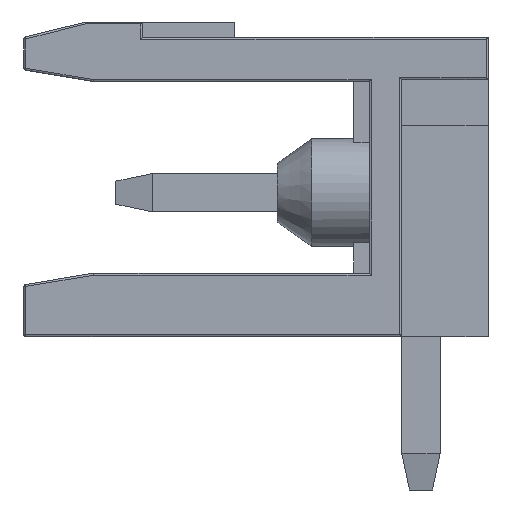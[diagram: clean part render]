
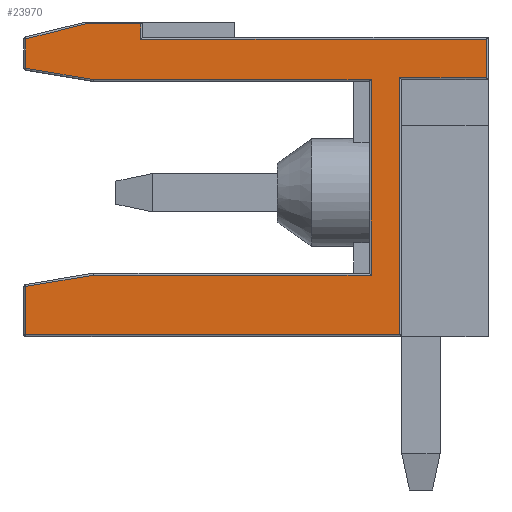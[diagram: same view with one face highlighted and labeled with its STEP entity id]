
A CAD part, left-side view. The second image highlights one B-rep face of the part: STEP entity #23970.
In plain terms, the highlighted planar face has unit normal (-1, 0, 0).
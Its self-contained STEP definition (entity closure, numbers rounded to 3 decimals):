
#586 = DIRECTION ( 'NONE',  ( 0., 1., 0. ) ) ;
#755 = VERTEX_POINT ( 'NONE', #8866 ) ;
#1061 = CARTESIAN_POINT ( 'NONE',  ( 0., 12.05, 8.2 ) ) ;
#1272 = VECTOR ( 'NONE', #17532, 1000. ) ;
#1750 = EDGE_CURVE ( 'NONE', #21193, #10732, #8637, .T. ) ;
#1930 = EDGE_CURVE ( 'NONE', #23748, #15583, #18449, .T. ) ;
#3121 = EDGE_CURVE ( 'NONE', #6101, #6325, #16137, .T. ) ;
#3389 = EDGE_CURVE ( 'NONE', #4199, #20763, #3474, .T. ) ;
#3404 = EDGE_LOOP ( 'NONE', ( #17119, #26327, #5999, #5277, #26397, #24341, #3874, #5703, #16007, #25588, #21531, #11374, #22611, #14624, #8408 ) ) ;
#3474 = LINE ( 'NONE', #1061, #13410 ) ;
#3499 = DIRECTION ( 'NONE',  ( 0., 0., -1. ) ) ;
#3560 = DIRECTION ( 'NONE',  ( 0., 0., -1. ) ) ;
#3662 = DIRECTION ( 'NONE',  ( 0., 0., -1. ) ) ;
#3874 = ORIENTED_EDGE ( 'NONE', *, *, #5207, .T. ) ;
#3927 = VERTEX_POINT ( 'NONE', #15658 ) ;
#3987 = LINE ( 'NONE', #18488, #6897 ) ;
#3997 = VECTOR ( 'NONE', #22265, 1000. ) ;
#4000 = DIRECTION ( 'NONE',  ( 0., 1., 0. ) ) ;
#4199 = VERTEX_POINT ( 'NONE', #12581 ) ;
#4360 = VECTOR ( 'NONE', #21269, 1000. ) ;
#4915 = VECTOR ( 'NONE', #13168, 1000. ) ;
#4920 = CARTESIAN_POINT ( 'NONE',  ( 0., 9.05, 8.2 ) ) ;
#5016 = EDGE_CURVE ( 'NONE', #16094, #12805, #20071, .T. ) ;
#5207 = EDGE_CURVE ( 'NONE', #12752, #24243, #18501, .T. ) ;
#5277 = ORIENTED_EDGE ( 'NONE', *, *, #9553, .T. ) ;
#5357 = DIRECTION ( 'NONE',  ( 0., -0.986, -0.165 ) ) ;
#5703 = ORIENTED_EDGE ( 'NONE', *, *, #23989, .T. ) ;
#5810 = CARTESIAN_POINT ( 'NONE',  ( 0., 10.296, 6.7 ) ) ;
#5999 = ORIENTED_EDGE ( 'NONE', *, *, #3389, .T. ) ;
#6101 = VERTEX_POINT ( 'NONE', #18442 ) ;
#6134 = CARTESIAN_POINT ( 'NONE',  ( 0., 12.05, 6.994 ) ) ;
#6325 = VERTEX_POINT ( 'NONE', #26256 ) ;
#6478 = CARTESIAN_POINT ( 'NONE',  ( 0., 9., 7.75 ) ) ;
#6897 = VECTOR ( 'NONE', #12385, 1000. ) ;
#7224 = CARTESIAN_POINT ( 'NONE',  ( 0., 12.1, 0.05 ) ) ;
#7279 = VECTOR ( 'NONE', #18970, 1000. ) ;
#8302 = EDGE_CURVE ( 'NONE', #12805, #8883, #3987, .T. ) ;
#8332 = VECTOR ( 'NONE', #17600, 1000. ) ;
#8408 = ORIENTED_EDGE ( 'NONE', *, *, #22997, .T. ) ;
#8637 = LINE ( 'NONE', #6478, #7279 ) ;
#8866 = CARTESIAN_POINT ( 'NONE',  ( 0., 9.05, 8.15 ) ) ;
#8883 = VERTEX_POINT ( 'NONE', #15228 ) ;
#9157 = VECTOR ( 'NONE', #4000, 1000. ) ;
#9162 = VECTOR ( 'NONE', #3560, 1000. ) ;
#9285 = CARTESIAN_POINT ( 'NONE',  ( 0., 12.092, 1.299 ) ) ;
#9384 = DIRECTION ( 'NONE',  ( 0., 0., -1. ) ) ;
#9553 = EDGE_CURVE ( 'NONE', #20763, #23748, #26350, .T. ) ;
#9653 = CARTESIAN_POINT ( 'NONE',  ( 0., 10.3, 1.6 ) ) ;
#9761 = VECTOR ( 'NONE', #5357, 1000. ) ;
#9860 = CARTESIAN_POINT ( 'NONE',  ( 0., 3.1, 6.7 ) ) ;
#9908 = VECTOR ( 'NONE', #3662, 1000. ) ;
#10004 = DIRECTION ( 'NONE',  ( 0., -1., 0. ) ) ;
#10442 = LINE ( 'NONE', #15229, #4915 ) ;
#10564 = CARTESIAN_POINT ( 'NONE',  ( 0., 10.296, 1.6 ) ) ;
#10667 = CARTESIAN_POINT ( 'NONE',  ( 0., 3.05, 1.6 ) ) ;
#10732 = VERTEX_POINT ( 'NONE', #23652 ) ;
#11278 = LINE ( 'NONE', #4920, #15686 ) ;
#11374 = ORIENTED_EDGE ( 'NONE', *, *, #8302, .T. ) ;
#11544 = LINE ( 'NONE', #19815, #9162 ) ;
#12385 = DIRECTION ( 'NONE',  ( 0., -1., 0. ) ) ;
#12557 = EDGE_CURVE ( 'NONE', #8883, #21193, #10442, .T. ) ;
#12581 = CARTESIAN_POINT ( 'NONE',  ( 0., 12.05, 7.761 ) ) ;
#12752 = VERTEX_POINT ( 'NONE', #10667 ) ;
#12805 = VERTEX_POINT ( 'NONE', #24970 ) ;
#13168 = DIRECTION ( 'NONE',  ( 0., 0., 1. ) ) ;
#13233 = LINE ( 'NONE', #7224, #4360 ) ;
#13251 = PLANE ( 'NONE',  #16153 ) ;
#13410 = VECTOR ( 'NONE', #9384, 1000. ) ;
#13645 = CARTESIAN_POINT ( 'NONE',  ( 0., 12.1, 8.2 ) ) ;
#14091 = CARTESIAN_POINT ( 'NONE',  ( 0., 2.3, 6.7 ) ) ;
#14624 = ORIENTED_EDGE ( 'NONE', *, *, #1750, .T. ) ;
#15218 = LINE ( 'NONE', #19135, #16973 ) ;
#15228 = CARTESIAN_POINT ( 'NONE',  ( 0., 0.05, 6.75 ) ) ;
#15229 = CARTESIAN_POINT ( 'NONE',  ( 0., 0.05, 7.8 ) ) ;
#15583 = VERTEX_POINT ( 'NONE', #20050 ) ;
#15658 = CARTESIAN_POINT ( 'NONE',  ( 0., 10.494, 8.15 ) ) ;
#15686 = VECTOR ( 'NONE', #21485, 1000. ) ;
#15928 = CARTESIAN_POINT ( 'NONE',  ( 0., 10.292, 6.699 ) ) ;
#16007 = ORIENTED_EDGE ( 'NONE', *, *, #3121, .T. ) ;
#16094 = VERTEX_POINT ( 'NONE', #21367 ) ;
#16137 = LINE ( 'NONE', #21980, #9908 ) ;
#16153 = AXIS2_PLACEMENT_3D ( 'NONE', #13645, #17885, #3499 ) ;
#16240 = CARTESIAN_POINT ( 'NONE',  ( 0., 0.05, 7.75 ) ) ;
#16973 = VECTOR ( 'NONE', #586, 1000. ) ;
#17119 = ORIENTED_EDGE ( 'NONE', *, *, #24435, .T. ) ;
#17532 = DIRECTION ( 'NONE',  ( 0., 0.97, -0.243 ) ) ;
#17600 = DIRECTION ( 'NONE',  ( 0., 0.986, -0.165 ) ) ;
#17731 = FACE_OUTER_BOUND ( 'NONE', #3404, .T. ) ;
#17885 = DIRECTION ( 'NONE',  ( 1., 0., 0. ) ) ;
#18442 = CARTESIAN_POINT ( 'NONE',  ( 0., 12.05, 1.306 ) ) ;
#18449 = LINE ( 'NONE', #9860, #19917 ) ;
#18488 = CARTESIAN_POINT ( 'NONE',  ( 0., 0., 6.75 ) ) ;
#18501 = LINE ( 'NONE', #9653, #9157 ) ;
#18970 = DIRECTION ( 'NONE',  ( 0., 1., 0. ) ) ;
#19135 = CARTESIAN_POINT ( 'NONE',  ( 0., 12.1, 8.15 ) ) ;
#19815 = CARTESIAN_POINT ( 'NONE',  ( 0., 3.05, 1.65 ) ) ;
#19917 = VECTOR ( 'NONE', #10004, 1000. ) ;
#20050 = CARTESIAN_POINT ( 'NONE',  ( 0., 3.05, 6.7 ) ) ;
#20071 = LINE ( 'NONE', #14091, #3997 ) ;
#20763 = VERTEX_POINT ( 'NONE', #6134 ) ;
#21193 = VERTEX_POINT ( 'NONE', #16240 ) ;
#21269 = DIRECTION ( 'NONE',  ( 0., -1., 0. ) ) ;
#21367 = CARTESIAN_POINT ( 'NONE',  ( 0., 2.3, 0.05 ) ) ;
#21485 = DIRECTION ( 'NONE',  ( 0., 0., 1. ) ) ;
#21531 = ORIENTED_EDGE ( 'NONE', *, *, #5016, .T. ) ;
#21612 = CARTESIAN_POINT ( 'NONE',  ( 0., 12.088, 7.751 ) ) ;
#21980 = CARTESIAN_POINT ( 'NONE',  ( 0., 12.05, 8.2 ) ) ;
#22205 = EDGE_CURVE ( 'NONE', #6325, #16094, #13233, .T. ) ;
#22265 = DIRECTION ( 'NONE',  ( 0., 0., 1. ) ) ;
#22611 = ORIENTED_EDGE ( 'NONE', *, *, #12557, .T. ) ;
#22997 = EDGE_CURVE ( 'NONE', #10732, #755, #11278, .T. ) ;
#23586 = EDGE_CURVE ( 'NONE', #15583, #12752, #11544, .T. ) ;
#23652 = CARTESIAN_POINT ( 'NONE',  ( 0., 9.05, 7.75 ) ) ;
#23708 = LINE ( 'NONE', #9285, #8332 ) ;
#23748 = VERTEX_POINT ( 'NONE', #5810 ) ;
#23970 = ADVANCED_FACE ( 'NONE', ( #17731 ), #13251, .F. ) ;
#23989 = EDGE_CURVE ( 'NONE', #24243, #6101, #23708, .T. ) ;
#24243 = VERTEX_POINT ( 'NONE', #10564 ) ;
#24341 = ORIENTED_EDGE ( 'NONE', *, *, #23586, .T. ) ;
#24435 = EDGE_CURVE ( 'NONE', #755, #3927, #15218, .T. ) ;
#24970 = CARTESIAN_POINT ( 'NONE',  ( 0., 2.3, 6.75 ) ) ;
#25588 = ORIENTED_EDGE ( 'NONE', *, *, #22205, .T. ) ;
#25658 = LINE ( 'NONE', #21612, #1272 ) ;
#26256 = CARTESIAN_POINT ( 'NONE',  ( 0., 12.05, 0.05 ) ) ;
#26270 = EDGE_CURVE ( 'NONE', #3927, #4199, #25658, .T. ) ;
#26327 = ORIENTED_EDGE ( 'NONE', *, *, #26270, .T. ) ;
#26350 = LINE ( 'NONE', #15928, #9761 ) ;
#26397 = ORIENTED_EDGE ( 'NONE', *, *, #1930, .T. ) ;
